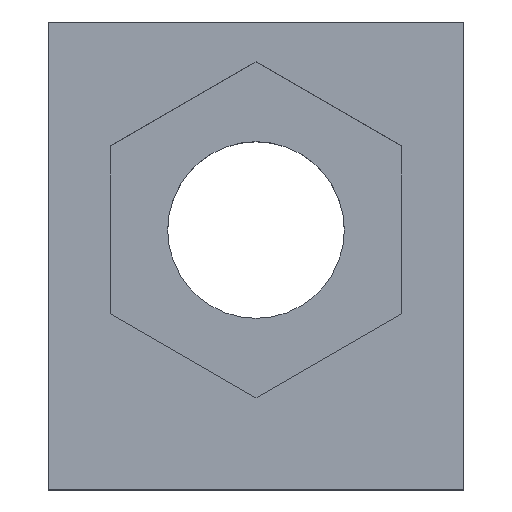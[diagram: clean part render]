
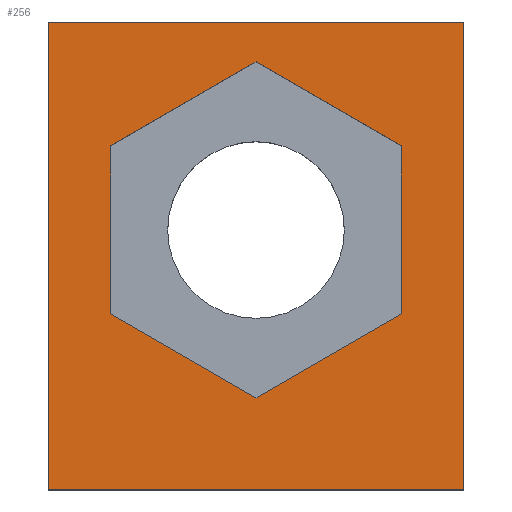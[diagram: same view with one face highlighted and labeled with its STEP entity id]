
A CAD part, top view. The second image highlights one B-rep face of the part: STEP entity #256.
In plain terms, the highlighted planar face has unit normal (0, 0, 1).
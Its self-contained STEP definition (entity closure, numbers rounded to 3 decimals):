
#15=FACE_BOUND('',#44,.T.);
#29=FACE_OUTER_BOUND('',#43,.T.);
#43=EDGE_LOOP('',(#201,#202,#203,#204));
#44=EDGE_LOOP('',(#205,#206,#207,#208,#209,#210));
#53=LINE('',#363,#84);
#59=LINE('',#380,#90);
#62=LINE('',#386,#93);
#65=LINE('',#392,#96);
#68=LINE('',#398,#99);
#71=LINE('',#404,#102);
#74=LINE('',#408,#105);
#75=LINE('',#411,#106);
#76=LINE('',#413,#107);
#77=LINE('',#414,#108);
#84=VECTOR('',#297,10.);
#90=VECTOR('',#311,10.);
#93=VECTOR('',#316,10.);
#96=VECTOR('',#321,10.);
#99=VECTOR('',#326,10.);
#102=VECTOR('',#331,10.);
#105=VECTOR('',#336,10.);
#106=VECTOR('',#339,10.);
#107=VECTOR('',#340,10.);
#108=VECTOR('',#341,10.);
#115=VERTEX_POINT('',#360);
#116=VERTEX_POINT('',#362);
#122=VERTEX_POINT('',#377);
#123=VERTEX_POINT('',#379);
#125=VERTEX_POINT('',#385);
#127=VERTEX_POINT('',#391);
#129=VERTEX_POINT('',#397);
#131=VERTEX_POINT('',#403);
#132=VERTEX_POINT('',#410);
#133=VERTEX_POINT('',#412);
#137=EDGE_CURVE('',#115,#116,#53,.T.);
#145=EDGE_CURVE('',#123,#122,#59,.T.);
#148=EDGE_CURVE('',#125,#123,#62,.T.);
#151=EDGE_CURVE('',#127,#125,#65,.T.);
#154=EDGE_CURVE('',#129,#127,#68,.T.);
#157=EDGE_CURVE('',#131,#129,#71,.T.);
#160=EDGE_CURVE('',#122,#131,#74,.T.);
#161=EDGE_CURVE('',#132,#116,#75,.T.);
#162=EDGE_CURVE('',#133,#115,#76,.T.);
#163=EDGE_CURVE('',#133,#132,#77,.T.);
#201=ORIENTED_EDGE('',*,*,#161,.T.);
#202=ORIENTED_EDGE('',*,*,#137,.F.);
#203=ORIENTED_EDGE('',*,*,#162,.F.);
#204=ORIENTED_EDGE('',*,*,#163,.T.);
#205=ORIENTED_EDGE('',*,*,#160,.T.);
#206=ORIENTED_EDGE('',*,*,#157,.T.);
#207=ORIENTED_EDGE('',*,*,#154,.T.);
#208=ORIENTED_EDGE('',*,*,#151,.T.);
#209=ORIENTED_EDGE('',*,*,#148,.T.);
#210=ORIENTED_EDGE('',*,*,#145,.T.);
#242=PLANE('',#286);
#256=ADVANCED_FACE('',(#29,#15),#242,.T.);
#286=AXIS2_PLACEMENT_3D('',#409,#337,#338);
#297=DIRECTION('',(-1.,0.,0.));
#311=DIRECTION('',(0.866,-0.5,0.));
#316=DIRECTION('',(0.866,0.5,0.));
#321=DIRECTION('',(0.,1.,0.));
#326=DIRECTION('',(-0.866,0.5,0.));
#331=DIRECTION('',(-0.866,-0.5,0.));
#336=DIRECTION('',(0.,-1.,0.));
#337=DIRECTION('center_axis',(0.,0.,1.));
#338=DIRECTION('ref_axis',(1.,0.,0.));
#339=DIRECTION('',(0.,-1.,0.));
#340=DIRECTION('',(0.,-1.,0.));
#341=DIRECTION('',(-1.,0.,0.));
#360=CARTESIAN_POINT('',(8.,-1.,4.4));
#362=CARTESIAN_POINT('',(0.,-1.,4.4));
#363=CARTESIAN_POINT('',(8.,-1.,4.4));
#377=CARTESIAN_POINT('',(6.8,5.617,4.4));
#379=CARTESIAN_POINT('',(4.,7.233,4.4));
#380=CARTESIAN_POINT('',(6.8,5.617,4.4));
#385=CARTESIAN_POINT('',(1.2,5.617,4.4));
#386=CARTESIAN_POINT('',(4.,7.233,4.4));
#391=CARTESIAN_POINT('',(1.2,2.383,4.4));
#392=CARTESIAN_POINT('',(1.2,5.617,4.4));
#397=CARTESIAN_POINT('',(4.,0.767,4.4));
#398=CARTESIAN_POINT('',(1.2,2.383,4.4));
#403=CARTESIAN_POINT('',(6.8,2.383,4.4));
#404=CARTESIAN_POINT('',(4.,0.767,4.4));
#408=CARTESIAN_POINT('',(6.8,2.383,4.4));
#409=CARTESIAN_POINT('Origin',(4.,4.,4.4));
#410=CARTESIAN_POINT('',(0.,8.,4.4));
#411=CARTESIAN_POINT('',(0.,8.,4.4));
#412=CARTESIAN_POINT('',(8.,8.,4.4));
#413=CARTESIAN_POINT('',(8.,0.,4.4));
#414=CARTESIAN_POINT('',(8.,8.,4.4));
